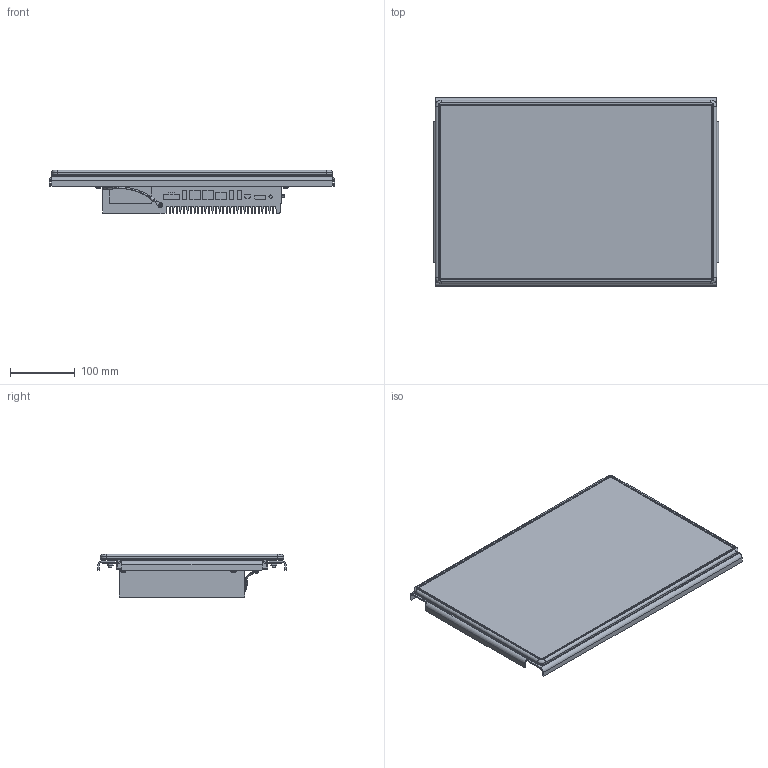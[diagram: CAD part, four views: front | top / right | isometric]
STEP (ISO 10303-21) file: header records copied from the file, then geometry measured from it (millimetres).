
FILE_DESCRIPTION((''),'2;1');
FILE_NAME('CAD-7277_SW0001','2021-06-29T10:17:33',('creinig-se'),(''),'CREO PARAMETRIC BY PTC INC, 2019292','CREO PARAMETRIC BY PTC INC, 2019292','');
FILE_SCHEMA(('CONFIG_CONTROL_DESIGN','SHAPE_APPEARANCE_LAYERS_GROUPS'));
Products named in the file (1): CAD-7277_SW0001
Bounding box: 441.45 x 290.9 x 67.3 mm (x, y, z)
Volume: 4437884.9 mm3; surface area: 558874 mm2
Topology: 2 solids, 2 shells, 1566 faces, 3917 edges, 2462 vertices
Faces by surface type: plane 841, cylinder 443, cone 209, torus 66, sphere 5, bspline 2
Entity records: 58460 total; most frequent: CARTESIAN_POINT 12661, DIRECTION 8056, ORIENTED_EDGE 7826, EDGE_CURVE 3913, AXIS2_PLACEMENT_3D 2880, VERTEX_POINT 2462, VECTOR 2296, LINE 2296
